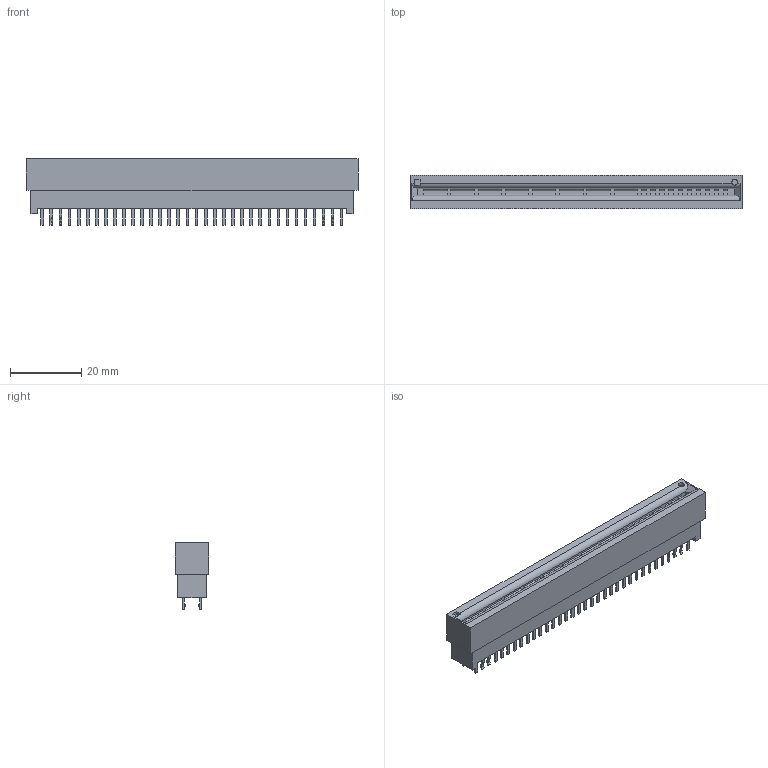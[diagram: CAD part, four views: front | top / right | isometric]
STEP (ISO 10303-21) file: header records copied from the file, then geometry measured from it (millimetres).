
FILE_DESCRIPTION((''),'2;1');
FILE_NAME('C-1761426-1','2011-08-24T',('workeradm'),('Tyco Electronics Ltd.'),'PRO/ENGINEER BY PARAMETRIC TECHNOLOGY CORPORATION, 2010430','PRO/ENGINEER BY PARAMETRIC TECHNOLOGY CORPORATION, 2010430','');
FILE_SCHEMA(('AUTOMOTIVE_DESIGN { 1 0 10303 214 1 1 1 1 }'));
Length unit declared in the file: millimetre
Products named in the file (1): C-1761426-1
Bounding box: 92.96 x 9.35 x 18.67 mm (x, y, z)
Volume: 10354.7 mm3; surface area: 7145.2 mm2
Topology: 1 solids, 1 shells, 580 faces, 1520 edges, 1012 vertices
Faces by surface type: plane 472, cylinder 108
Entity records: 18090 total; most frequent: CARTESIAN_POINT 3150, ORIENTED_EDGE 3040, DIRECTION 2890, EDGE_CURVE 1520, VECTOR 1300, LINE 1300, VERTEX_POINT 1012, AXIS2_PLACEMENT_3D 795
